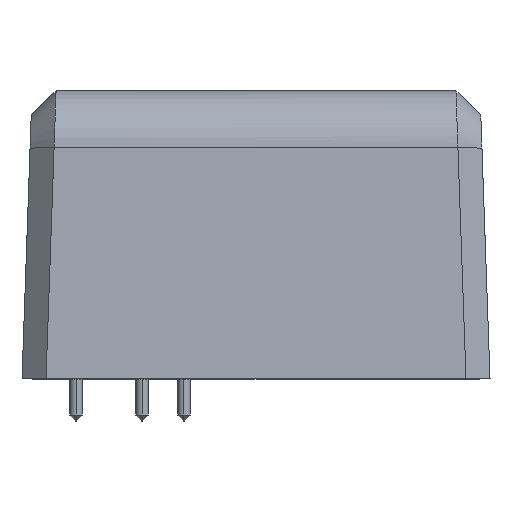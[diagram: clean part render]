
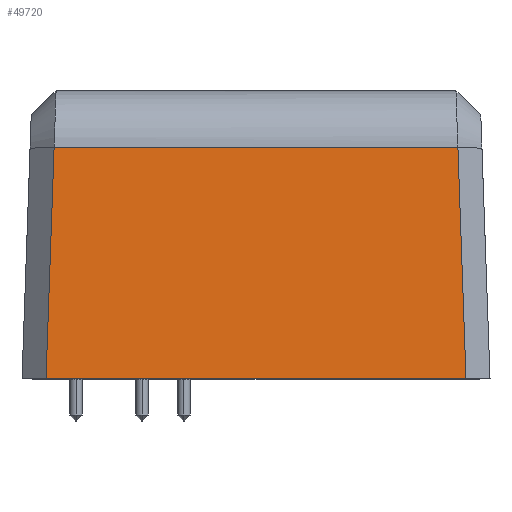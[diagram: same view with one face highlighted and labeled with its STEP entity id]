
A CAD part, left-side view. The second image highlights one B-rep face of the part: STEP entity #49720.
In plain terms, the highlighted planar face has unit normal (-0.998, 0, 0.061).
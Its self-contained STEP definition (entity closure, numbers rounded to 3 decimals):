
#12660=CARTESIAN_POINT('',(22.986,103.305,-18.));
#12670=VERTEX_POINT('',#12660);
#12700=CARTESIAN_POINT('',(22.986,92.006,-18.));
#12710=DIRECTION('',(0.,1.,0.));
#12720=VECTOR('',#12710,1.);
#12730=LINE('',#12700,#12720);
#12740=CARTESIAN_POINT('',(22.986,68.307,-18.));
#12750=VERTEX_POINT('',#12740);
#12760=EDGE_CURVE('',#12750,#12670,#12730,.T.);
#42800=CARTESIAN_POINT('',(24.166,68.981,
1.305));
#42810=VERTEX_POINT('',#42800);
#44680=CARTESIAN_POINT('',(24.166,68.981,
1.305));
#44690=CARTESIAN_POINT('',(24.161,68.978,
1.211));
#44700=CARTESIAN_POINT('',(24.155,68.975,
1.115));
#44710=CARTESIAN_POINT('',(23.957,68.862,
-2.124));
#44720=CARTESIAN_POINT('',(23.764,68.752,
-5.27));
#44730=CARTESIAN_POINT('',(23.376,68.53,
-11.611));
#44740=CARTESIAN_POINT('',(23.181,68.419,
-14.806));
#44750=CARTESIAN_POINT('',(22.986,68.307,
-18.));
#44760=B_SPLINE_CURVE_WITH_KNOTS('',3,(#44680,#44690,#44700,#44710,
#44720,#44730,#44740,#44750),.UNSPECIFIED.,.F.,.F.,(4,2,2,4),(0.,
0.014,0.503,1.),.UNSPECIFIED.);
#44770=EDGE_CURVE('',#42810,#12750,#44760,.T.);
#46130=CARTESIAN_POINT('',(24.166,92.006,
1.305));
#46140=DIRECTION('',(0.,1.,0.));
#46150=VECTOR('',#46140,1.);
#46160=LINE('',#46130,#46150);
#46170=CARTESIAN_POINT('',(24.166,102.631,
1.305));
#46180=VERTEX_POINT('',#46170);
#46190=EDGE_CURVE('',#42810,#46180,#46160,.T.);
#49510=CARTESIAN_POINT('',(22.986,66.306,-18.));
#49520=DIRECTION('',(-0.998,0.,0.061));
#49530=DIRECTION('',(0.061,0.,0.998));
#49540=AXIS2_PLACEMENT_3D('',#49510,#49520,#49530);
#49550=PLANE('',#49540);
#49560=ORIENTED_EDGE('',*,*,#44770,.F.);
#49570=ORIENTED_EDGE('',*,*,#12760,.F.);
#49580=CARTESIAN_POINT('',(22.986,103.305,
-18.));
#49590=CARTESIAN_POINT('',(23.181,103.193,
-14.806));
#49600=CARTESIAN_POINT('',(23.376,103.082,
-11.611));
#49610=CARTESIAN_POINT('',(23.764,102.86,
-5.27));
#49620=CARTESIAN_POINT('',(23.957,102.75,
-2.124));
#49630=CARTESIAN_POINT('',(24.155,102.637,
1.115));
#49640=CARTESIAN_POINT('',(24.161,102.634,
1.211));
#49650=CARTESIAN_POINT('',(24.166,102.631,
1.305));
#49660=B_SPLINE_CURVE_WITH_KNOTS('',3,(#49580,#49590,#49600,#49610,
#49620,#49630,#49640,#49650),.UNSPECIFIED.,.F.,.F.,(4,2,2,4),(0.,
0.497,0.986,1.),.UNSPECIFIED.);
#49670=EDGE_CURVE('',#12670,#46180,#49660,.T.);
#49680=ORIENTED_EDGE('',*,*,#49670,.F.);
#49690=ORIENTED_EDGE('',*,*,#46190,.T.);
#49700=EDGE_LOOP('',(#49690,#49680,#49570,#49560));
#49710=FACE_OUTER_BOUND('',#49700,.T.);
#49720=ADVANCED_FACE('',(#49710),#49550,.T.);
